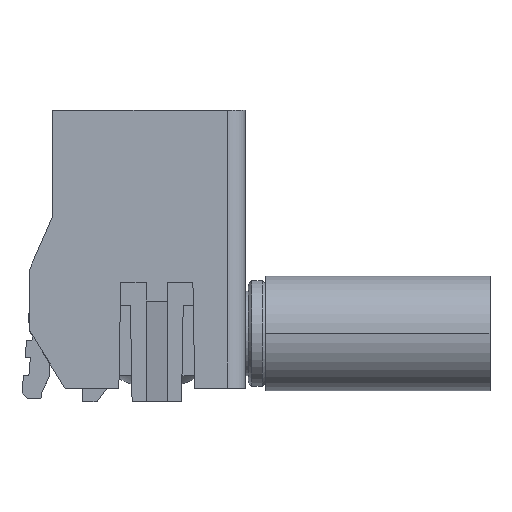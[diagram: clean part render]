
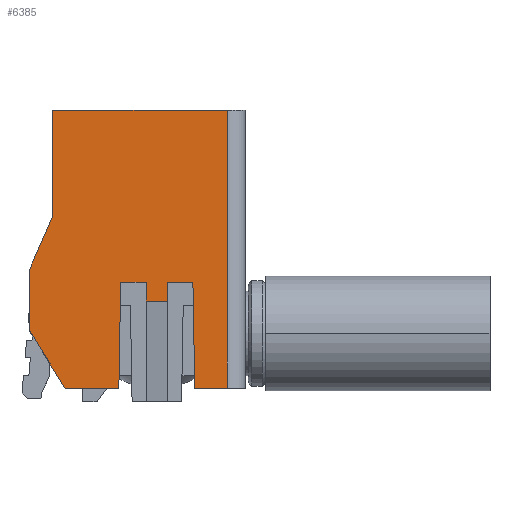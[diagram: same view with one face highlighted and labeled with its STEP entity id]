
A CAD part, top view. The second image highlights one B-rep face of the part: STEP entity #6385.
In plain terms, the highlighted planar face has unit normal (0, 0, 1).
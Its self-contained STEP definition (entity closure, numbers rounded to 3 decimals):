
#769=DIRECTION('',(0.,1.,0.));
#770=VECTOR('',#769,15.74);
#771=CARTESIAN_POINT('',(4.,-3.1,5.));
#772=LINE('',#771,#770);
#773=DIRECTION('',(-1.,0.,0.));
#774=VECTOR('',#773,1.85);
#775=CARTESIAN_POINT('',(4.,-3.1,5.));
#776=LINE('',#775,#774);
#777=DIRECTION('',(0.017,-1.,0.));
#778=VECTOR('',#777,6.001);
#779=CARTESIAN_POINT('',(2.045,2.9,5.));
#780=LINE('',#779,#778);
#781=DIRECTION('',(1.,0.,0.));
#782=VECTOR('',#781,1.445);
#783=CARTESIAN_POINT('',(0.6,2.9,5.));
#784=LINE('',#783,#782);
#785=DIRECTION('',(1.,0.,0.));
#786=VECTOR('',#785,1.2);
#787=CARTESIAN_POINT('',(-0.6,1.832,5.));
#788=LINE('',#787,#786);
#789=DIRECTION('',(1.,0.,0.));
#790=VECTOR('',#789,1.445);
#791=CARTESIAN_POINT('',(-2.045,2.9,5.));
#792=LINE('',#791,#790);
#793=DIRECTION('',(0.017,1.,0.));
#794=VECTOR('',#793,6.001);
#795=CARTESIAN_POINT('',(-2.15,-3.1,5.));
#796=LINE('',#795,#794);
#797=DIRECTION('',(-1.,0.,0.));
#798=VECTOR('',#797,3.05);
#799=CARTESIAN_POINT('',(-2.15,-3.1,5.));
#800=LINE('',#799,#798);
#801=DIRECTION('',(0.,1.,0.));
#802=VECTOR('',#801,3.5);
#803=CARTESIAN_POINT('',(-7.2,0.14,5.));
#804=LINE('',#803,#802);
#805=DIRECTION('',(0.398,0.918,0.));
#806=VECTOR('',#805,3.27);
#807=CARTESIAN_POINT('',(-7.2,3.64,5.));
#808=LINE('',#807,#806);
#809=DIRECTION('',(0.,1.,0.));
#810=VECTOR('',#809,6.);
#811=CARTESIAN_POINT('',(-5.9,6.64,5.));
#812=LINE('',#811,#810);
#813=DIRECTION('',(1.,0.,0.));
#814=VECTOR('',#813,9.9);
#815=CARTESIAN_POINT('',(-5.9,12.64,5.));
#816=LINE('',#815,#814);
#1302=DIRECTION('',(0.525,-0.851,0.));
#1303=VECTOR('',#1302,3.808);
#1304=CARTESIAN_POINT('',(-7.2,0.14,5.));
#1305=LINE('',#1304,#1303);
#3760=DIRECTION('',(0.,1.,0.));
#3761=VECTOR('',#3760,1.068);
#3762=CARTESIAN_POINT('',(-0.6,1.832,5.));
#3763=LINE('',#3762,#3761);
#3812=DIRECTION('',(0.,1.,0.));
#3813=VECTOR('',#3812,1.068);
#3814=CARTESIAN_POINT('',(0.6,1.832,5.));
#3815=LINE('',#3814,#3813);
#4801=CARTESIAN_POINT('',(-7.2,0.14,5.));
#4802=CARTESIAN_POINT('',(-7.2,3.64,5.));
#4803=VERTEX_POINT('',#4801);
#4804=VERTEX_POINT('',#4802);
#4809=CARTESIAN_POINT('',(-5.9,6.64,5.));
#4810=CARTESIAN_POINT('',(-5.9,12.64,5.));
#4811=VERTEX_POINT('',#4809);
#4812=VERTEX_POINT('',#4810);
#4817=CARTESIAN_POINT('',(-5.2,-3.1,5.));
#4818=VERTEX_POINT('',#4817);
#5055=CARTESIAN_POINT('',(-2.15,-3.1,5.));
#5056=CARTESIAN_POINT('',(-2.045,2.9,5.));
#5057=VERTEX_POINT('',#5055);
#5058=VERTEX_POINT('',#5056);
#5059=CARTESIAN_POINT('',(2.045,2.9,5.));
#5060=CARTESIAN_POINT('',(2.15,-3.1,5.));
#5061=VERTEX_POINT('',#5059);
#5062=VERTEX_POINT('',#5060);
#5163=CARTESIAN_POINT('',(-0.6,1.832,5.));
#5164=CARTESIAN_POINT('',(0.6,1.832,5.));
#5165=VERTEX_POINT('',#5163);
#5166=VERTEX_POINT('',#5164);
#5167=CARTESIAN_POINT('',(-0.6,2.9,5.));
#5169=VERTEX_POINT('',#5167);
#5175=CARTESIAN_POINT('',(0.6,2.9,5.));
#5177=VERTEX_POINT('',#5175);
#5239=CARTESIAN_POINT('',(4.,12.64,5.));
#5241=VERTEX_POINT('',#5239);
#5245=CARTESIAN_POINT('',(4.,-3.1,5.));
#5246=VERTEX_POINT('',#5245);
#6350=CARTESIAN_POINT('',(0.,6.64,5.));
#6351=DIRECTION('',(0.,0.,-1.));
#6352=DIRECTION('',(0.,-1.,0.));
#6353=AXIS2_PLACEMENT_3D('',#6350,#6351,#6352);
#6354=PLANE('',#6353);
#6356=ORIENTED_EDGE('',*,*,#6355,.F.);
#6358=ORIENTED_EDGE('',*,*,#6357,.T.);
#6360=ORIENTED_EDGE('',*,*,#6359,.F.);
#6362=ORIENTED_EDGE('',*,*,#6361,.F.);
#6364=ORIENTED_EDGE('',*,*,#6363,.F.);
#6366=ORIENTED_EDGE('',*,*,#6365,.F.);
#6368=ORIENTED_EDGE('',*,*,#6367,.T.);
#6370=ORIENTED_EDGE('',*,*,#6369,.F.);
#6372=ORIENTED_EDGE('',*,*,#6371,.F.);
#6374=ORIENTED_EDGE('',*,*,#6373,.T.);
#6376=ORIENTED_EDGE('',*,*,#6375,.F.);
#6378=ORIENTED_EDGE('',*,*,#6377,.T.);
#6380=ORIENTED_EDGE('',*,*,#6379,.T.);
#6381=ORIENTED_EDGE('',*,*,#6343,.T.);
#6382=ORIENTED_EDGE('',*,*,#5916,.T.);
#6383=EDGE_LOOP('',(#6356,#6358,#6360,#6362,#6364,#6366,#6368,#6370,#6372,#6374,
#6376,#6378,#6380,#6381,#6382));
#6384=FACE_OUTER_BOUND('',#6383,.F.);
#6385=ADVANCED_FACE('',(#6384),#6354,.F.);
#5916=EDGE_CURVE('',#4812,#5241,#816,.T.);
#6343=EDGE_CURVE('',#4811,#4812,#812,.T.);
#6355=EDGE_CURVE('',#5246,#5241,#772,.T.);
#6357=EDGE_CURVE('',#5246,#5062,#776,.T.);
#6359=EDGE_CURVE('',#5061,#5062,#780,.T.);
#6361=EDGE_CURVE('',#5177,#5061,#784,.T.);
#6363=EDGE_CURVE('',#5166,#5177,#3815,.T.);
#6365=EDGE_CURVE('',#5165,#5166,#788,.T.);
#6367=EDGE_CURVE('',#5165,#5169,#3763,.T.);
#6369=EDGE_CURVE('',#5058,#5169,#792,.T.);
#6371=EDGE_CURVE('',#5057,#5058,#796,.T.);
#6373=EDGE_CURVE('',#5057,#4818,#800,.T.);
#6375=EDGE_CURVE('',#4803,#4818,#1305,.T.);
#6377=EDGE_CURVE('',#4803,#4804,#804,.T.);
#6379=EDGE_CURVE('',#4804,#4811,#808,.T.);
